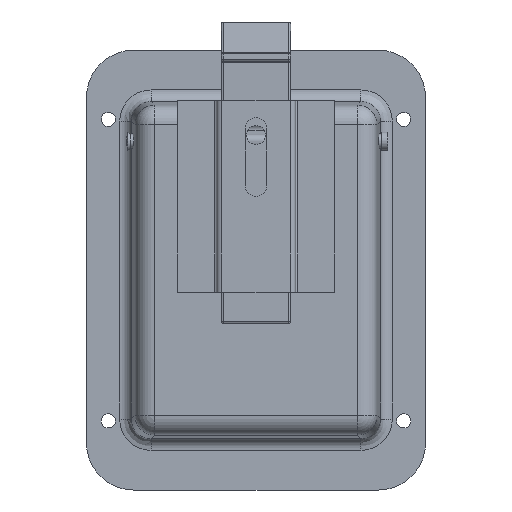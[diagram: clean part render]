
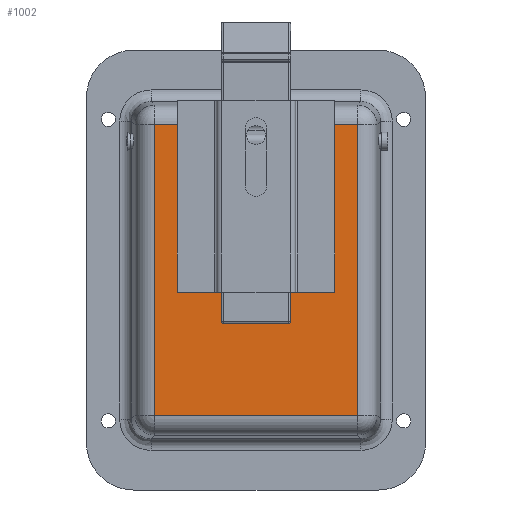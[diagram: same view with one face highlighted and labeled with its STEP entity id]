
A CAD part, front view. The second image highlights one B-rep face of the part: STEP entity #1002.
In plain terms, the highlighted planar face has unit normal (0, -1, 0).
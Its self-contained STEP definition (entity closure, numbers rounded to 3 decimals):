
#62 = VECTOR ( 'NONE', #3563, 1000. ) ;
#71 = EDGE_CURVE ( 'NONE', #5974, #1953, #5944, .T. ) ;
#85 = CARTESIAN_POINT ( 'NONE',  ( -33., 0., 7. ) ) ;
#179 = LINE ( 'NONE', #1986, #4352 ) ;
#675 = ORIENTED_EDGE ( 'NONE', *, *, #6554, .T. ) ;
#700 = DIRECTION ( 'NONE',  ( 0., 0., -1. ) ) ;
#723 = AXIS2_PLACEMENT_3D ( 'NONE', #1208, #1791, #5677 ) ;
#738 = CARTESIAN_POINT ( 'NONE',  ( -46.327, 0., -32.327 ) ) ;
#996 = CARTESIAN_POINT ( 'NONE',  ( 0., 0., 7. ) ) ;
#1002 = ADVANCED_FACE ( 'NONE', ( #1863 ), #4519, .F. ) ;
#1005 = DIRECTION ( 'NONE',  ( 0., 0., -1. ) ) ;
#1008 = VERTEX_POINT ( 'NONE', #3418 ) ;
#1208 = CARTESIAN_POINT ( 'NONE',  ( 0., 0., 0. ) ) ;
#1289 = EDGE_LOOP ( 'NONE', ( #2247, #3253, #4469, #6454, #675, #4139, #1999, #6726 ) ) ;
#1357 = CARTESIAN_POINT ( 'NONE',  ( -46.327, 0., 32.327 ) ) ;
#1398 = LINE ( 'NONE', #5018, #5671 ) ;
#1692 = CARTESIAN_POINT ( 'NONE',  ( -46.327, 0., -7. ) ) ;
#1749 = VECTOR ( 'NONE', #700, 1000. ) ;
#1791 = DIRECTION ( 'NONE',  ( 0., 1., 0. ) ) ;
#1830 = VERTEX_POINT ( 'NONE', #3793 ) ;
#1863 = FACE_OUTER_BOUND ( 'NONE', #1289, .T. ) ;
#1953 = VERTEX_POINT ( 'NONE', #85 ) ;
#1955 = EDGE_CURVE ( 'NONE', #1830, #7104, #1398, .T. ) ;
#1986 = CARTESIAN_POINT ( 'NONE',  ( 0., 0., -7. ) ) ;
#1999 = ORIENTED_EDGE ( 'NONE', *, *, #2704, .T. ) ;
#2247 = ORIENTED_EDGE ( 'NONE', *, *, #5483, .T. ) ;
#2265 = DIRECTION ( 'NONE',  ( -1., 0., 0. ) ) ;
#2323 = LINE ( 'NONE', #5355, #5098 ) ;
#2434 = LINE ( 'NONE', #2473, #5377 ) ;
#2473 = CARTESIAN_POINT ( 'NONE',  ( -46.327, 0., -38. ) ) ;
#2526 = DIRECTION ( 'NONE',  ( -1., 0., 0. ) ) ;
#2704 = EDGE_CURVE ( 'NONE', #7104, #5974, #2434, .T. ) ;
#2719 = CARTESIAN_POINT ( 'NONE',  ( -46.327, 0., 7. ) ) ;
#2896 = CARTESIAN_POINT ( 'NONE',  ( -46.327, 0., -38. ) ) ;
#3031 = CARTESIAN_POINT ( 'NONE',  ( -33., 0., -7. ) ) ;
#3191 = LINE ( 'NONE', #2896, #1749 ) ;
#3253 = ORIENTED_EDGE ( 'NONE', *, *, #6290, .T. ) ;
#3372 = CARTESIAN_POINT ( 'NONE',  ( 46.327, 0., 38. ) ) ;
#3418 = CARTESIAN_POINT ( 'NONE',  ( 46.327, 0., -32.327 ) ) ;
#3563 = DIRECTION ( 'NONE',  ( 1., 0., 0. ) ) ;
#3793 = CARTESIAN_POINT ( 'NONE',  ( 46.327, 0., 32.327 ) ) ;
#3864 = EDGE_CURVE ( 'NONE', #6977, #5230, #3191, .T. ) ;
#3922 = DIRECTION ( 'NONE',  ( 0., 0., 1. ) ) ;
#4139 = ORIENTED_EDGE ( 'NONE', *, *, #1955, .T. ) ;
#4352 = VECTOR ( 'NONE', #2526, 1000. ) ;
#4469 = ORIENTED_EDGE ( 'NONE', *, *, #3864, .T. ) ;
#4519 = PLANE ( 'NONE',  #723 ) ;
#4673 = DIRECTION ( 'NONE',  ( 0., 0., -1. ) ) ;
#4859 = EDGE_CURVE ( 'NONE', #5230, #1008, #2323, .T. ) ;
#5018 = CARTESIAN_POINT ( 'NONE',  ( -52., 0., 32.327 ) ) ;
#5098 = VECTOR ( 'NONE', #6527, 1000. ) ;
#5230 = VERTEX_POINT ( 'NONE', #738 ) ;
#5321 = VERTEX_POINT ( 'NONE', #3031 ) ;
#5355 = CARTESIAN_POINT ( 'NONE',  ( 52., 0., -32.327 ) ) ;
#5377 = VECTOR ( 'NONE', #4673, 1000. ) ;
#5416 = VECTOR ( 'NONE', #3922, 1000. ) ;
#5483 = EDGE_CURVE ( 'NONE', #1953, #5321, #7079, .T. ) ;
#5671 = VECTOR ( 'NONE', #2265, 1000. ) ;
#5677 = DIRECTION ( 'NONE',  ( 0., 0., 1. ) ) ;
#5944 = LINE ( 'NONE', #996, #62 ) ;
#5974 = VERTEX_POINT ( 'NONE', #2719 ) ;
#6290 = EDGE_CURVE ( 'NONE', #5321, #6977, #179, .T. ) ;
#6454 = ORIENTED_EDGE ( 'NONE', *, *, #4859, .T. ) ;
#6527 = DIRECTION ( 'NONE',  ( 1., 0., 0. ) ) ;
#6554 = EDGE_CURVE ( 'NONE', #1008, #1830, #7151, .T. ) ;
#6726 = ORIENTED_EDGE ( 'NONE', *, *, #71, .T. ) ;
#6901 = VECTOR ( 'NONE', #1005, 1000. ) ;
#6977 = VERTEX_POINT ( 'NONE', #1692 ) ;
#7079 = LINE ( 'NONE', #7192, #6901 ) ;
#7104 = VERTEX_POINT ( 'NONE', #1357 ) ;
#7151 = LINE ( 'NONE', #3372, #5416 ) ;
#7192 = CARTESIAN_POINT ( 'NONE',  ( -33., 0., 0. ) ) ;
